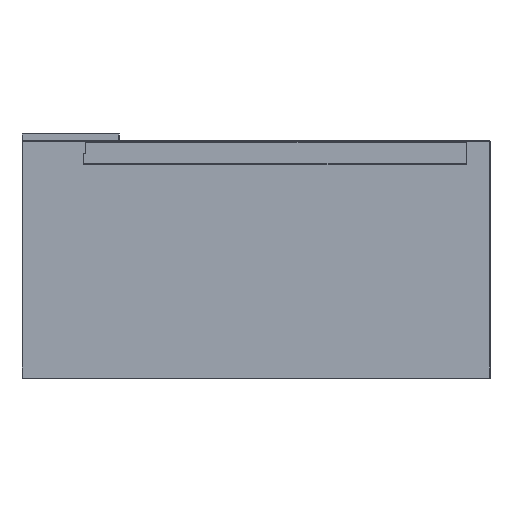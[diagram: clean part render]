
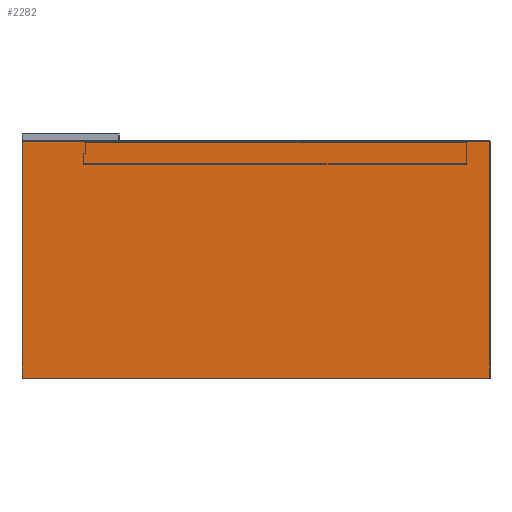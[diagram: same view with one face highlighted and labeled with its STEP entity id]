
A CAD part, left-side view. The second image highlights one B-rep face of the part: STEP entity #2282.
In plain terms, the highlighted planar face has unit normal (-1, 0, 0).
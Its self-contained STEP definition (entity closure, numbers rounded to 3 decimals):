
#584 = CARTESIAN_POINT ( 'NONE',  ( -550., 1., -659. ) ) ;
#705 = CARTESIAN_POINT ( 'NONE',  ( -550., 1., -1. ) ) ;
#1078 = LINE ( 'NONE', #8129, #2440 ) ;
#1233 = VERTEX_POINT ( 'NONE', #705 ) ;
#1315 = VECTOR ( 'NONE', #1475, 1000. ) ;
#1475 = DIRECTION ( 'NONE',  ( 0., 0., 1. ) ) ;
#1523 = DIRECTION ( 'NONE',  ( 0., 0., -1. ) ) ;
#1918 = EDGE_CURVE ( 'NONE', #4263, #2011, #7953, .T. ) ;
#2011 = VERTEX_POINT ( 'NONE', #584 ) ;
#2060 = LINE ( 'NONE', #7000, #1315 ) ;
#2282 = ADVANCED_FACE ( 'Fl�che5', ( #6499 ), #5305, .F. ) ;
#2364 = CARTESIAN_POINT ( 'NONE',  ( -550., 1300., -659. ) ) ;
#2440 = VECTOR ( 'NONE', #5312, 1000. ) ;
#2512 = EDGE_LOOP ( 'NONE', ( #8468, #5900, #4469, #8834 ) ) ;
#2947 = EDGE_CURVE ( 'NONE', #1233, #4133, #1078, .T. ) ;
#2964 = CARTESIAN_POINT ( 'NONE',  ( -550., 1299., -100. ) ) ;
#3127 = CARTESIAN_POINT ( 'NONE',  ( -550., 1299., -1. ) ) ;
#3152 = DIRECTION ( 'NONE',  ( 0., -1., 0. ) ) ;
#3191 = EDGE_CURVE ( 'NONE', #4133, #4263, #8540, .T. ) ;
#3465 = VECTOR ( 'NONE', #3152, 1000. ) ;
#4133 = VERTEX_POINT ( 'NONE', #3127 ) ;
#4263 = VERTEX_POINT ( 'NONE', #5454 ) ;
#4358 = AXIS2_PLACEMENT_3D ( 'NONE', #4482, #7984, #4532 ) ;
#4469 = ORIENTED_EDGE ( 'NONE', *, *, #3191, .T. ) ;
#4482 = CARTESIAN_POINT ( 'NONE',  ( -550., 1300., -100. ) ) ;
#4532 = DIRECTION ( 'NONE',  ( 0., 0., -1. ) ) ;
#5305 = PLANE ( 'NONE',  #4358 ) ;
#5312 = DIRECTION ( 'NONE',  ( 0., 1., 0. ) ) ;
#5454 = CARTESIAN_POINT ( 'NONE',  ( -550., 1299., -659. ) ) ;
#5900 = ORIENTED_EDGE ( 'NONE', *, *, #2947, .T. ) ;
#6499 = FACE_OUTER_BOUND ( 'NONE', #2512, .T. ) ;
#7000 = CARTESIAN_POINT ( 'NONE',  ( -550., 1., 0. ) ) ;
#7953 = LINE ( 'NONE', #2364, #3465 ) ;
#7984 = DIRECTION ( 'NONE',  ( 1., 0., 0. ) ) ;
#8129 = CARTESIAN_POINT ( 'NONE',  ( -550., 1300., -1. ) ) ;
#8195 = VECTOR ( 'NONE', #1523, 1000. ) ;
#8468 = ORIENTED_EDGE ( 'NONE', *, *, #8544, .T. ) ;
#8540 = LINE ( 'NONE', #2964, #8195 ) ;
#8544 = EDGE_CURVE ( 'NONE', #2011, #1233, #2060, .T. ) ;
#8834 = ORIENTED_EDGE ( 'NONE', *, *, #1918, .T. ) ;
